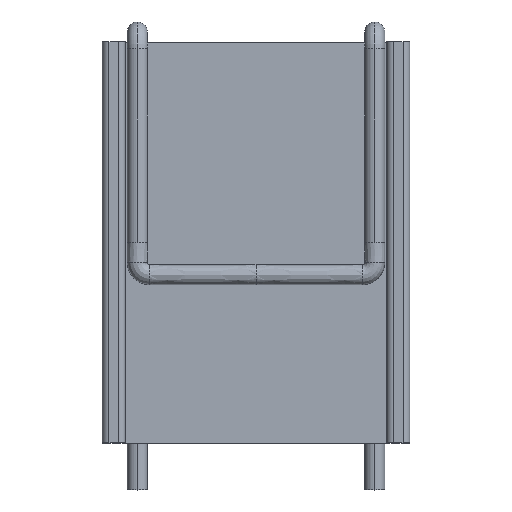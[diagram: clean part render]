
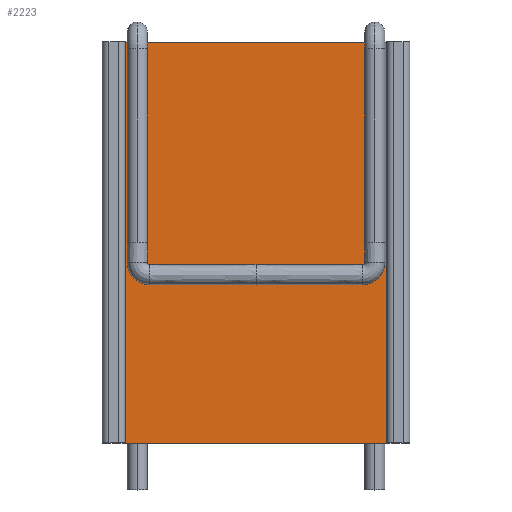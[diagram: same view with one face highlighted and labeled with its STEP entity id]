
A CAD part, top view. The second image highlights one B-rep face of the part: STEP entity #2223.
In plain terms, the highlighted planar face has unit normal (0, 0, 1).
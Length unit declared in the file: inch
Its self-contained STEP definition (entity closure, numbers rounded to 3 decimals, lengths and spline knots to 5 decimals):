
#154=DIRECTION('',(1.,0.,0.));
#155=VECTOR('',#154,0.782);
#156=CARTESIAN_POINT('',(-0.391,-0.6,0.035));
#157=LINE('',#156,#155);
#479=DIRECTION('',(1.,0.,0.));
#480=VECTOR('',#479,0.782);
#481=CARTESIAN_POINT('',(-0.391,0.6,0.035));
#482=LINE('',#481,#480);
#752=DIRECTION('',(0.,1.,0.));
#753=VECTOR('',#752,1.2);
#754=CARTESIAN_POINT('',(0.391,-0.6,0.035));
#755=LINE('',#754,#753);
#756=DIRECTION('',(0.,1.,0.));
#757=VECTOR('',#756,1.2);
#758=CARTESIAN_POINT('',(-0.391,-0.6,0.035));
#759=LINE('',#758,#757);
#1206=CARTESIAN_POINT('',(-0.391,-0.6,0.035));
#1207=CARTESIAN_POINT('',(0.391,-0.6,0.035));
#1208=VERTEX_POINT('',#1206);
#1209=VERTEX_POINT('',#1207);
#1210=CARTESIAN_POINT('',(-0.391,0.6,0.035));
#1211=CARTESIAN_POINT('',(0.391,0.6,0.035));
#1212=VERTEX_POINT('',#1210);
#1213=VERTEX_POINT('',#1211);
#2211=CARTESIAN_POINT('',(-0.391,-0.6,0.035));
#2212=DIRECTION('',(0.,0.,1.));
#2213=DIRECTION('',(1.,0.,0.));
#2214=AXIS2_PLACEMENT_3D('',#2211,#2212,#2213);
#2215=PLANE('',#2214);
#2216=ORIENTED_EDGE('',*,*,#1501,.F.);
#2218=ORIENTED_EDGE('',*,*,#2217,.T.);
#2219=ORIENTED_EDGE('',*,*,#1765,.T.);
#2220=ORIENTED_EDGE('',*,*,#2205,.F.);
#2221=EDGE_LOOP('',(#2216,#2218,#2219,#2220));
#2222=FACE_OUTER_BOUND('',#2221,.F.);
#1501=EDGE_CURVE('',#1208,#1209,#157,.T.);
#1765=EDGE_CURVE('',#1212,#1213,#482,.T.);
#2205=EDGE_CURVE('',#1209,#1213,#755,.T.);
#2217=EDGE_CURVE('',#1208,#1212,#759,.T.);
#2223=ADVANCED_FACE('',(#2222),#2215,.T.);
